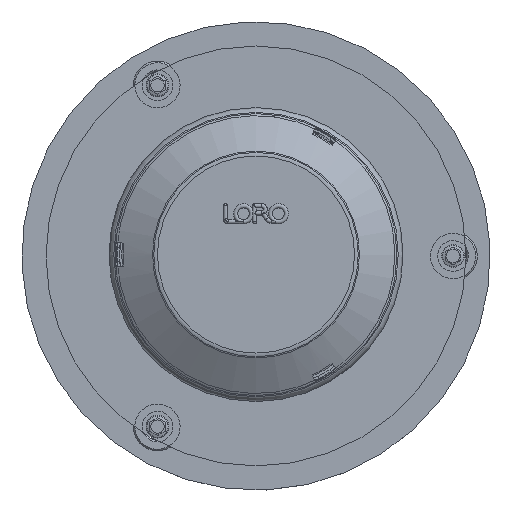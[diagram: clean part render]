
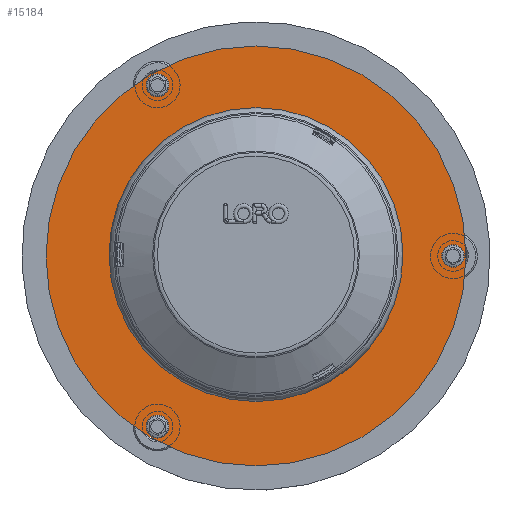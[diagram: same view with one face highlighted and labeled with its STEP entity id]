
A CAD part, top view. The second image highlights one B-rep face of the part: STEP entity #15184.
In plain terms, the highlighted planar face has unit normal (0, 0, 1).
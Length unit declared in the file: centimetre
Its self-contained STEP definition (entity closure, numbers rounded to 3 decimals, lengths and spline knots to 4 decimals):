
#182=FACE_BOUND('',#2416,.T.);
#183=FACE_BOUND('',#2417,.T.);
#184=FACE_BOUND('',#2418,.T.);
#185=FACE_BOUND('',#2419,.T.);
#554=PLANE('',#19783);
#1461=FACE_OUTER_BOUND('',#2415,.T.);
#2415=EDGE_LOOP('',(#9949));
#2416=EDGE_LOOP('',(#9950));
#2417=EDGE_LOOP('',(#9951));
#2418=EDGE_LOOP('',(#9952));
#2419=EDGE_LOOP('',(#9953));
#3667=CIRCLE('',#19768,4.);
#3669=CIRCLE('',#19771,4.);
#3671=CIRCLE('',#19774,4.);
#3674=CIRCLE('',#19778,84.5);
#3676=CIRCLE('',#19781,130.);
#4781=VERTEX_POINT('',#28085);
#4783=VERTEX_POINT('',#28091);
#4785=VERTEX_POINT('',#28097);
#4788=VERTEX_POINT('',#28105);
#4790=VERTEX_POINT('',#28111);
#6779=EDGE_CURVE('',#4781,#4781,#3667,.T.);
#6782=EDGE_CURVE('',#4783,#4783,#3669,.T.);
#6785=EDGE_CURVE('',#4785,#4785,#3671,.T.);
#6790=EDGE_CURVE('',#4788,#4788,#3674,.T.);
#6793=EDGE_CURVE('',#4790,#4790,#3676,.T.);
#9949=ORIENTED_EDGE('',*,*,#6793,.T.);
#9950=ORIENTED_EDGE('',*,*,#6790,.F.);
#9951=ORIENTED_EDGE('',*,*,#6779,.T.);
#9952=ORIENTED_EDGE('',*,*,#6782,.T.);
#9953=ORIENTED_EDGE('',*,*,#6785,.T.);
#15184=ADVANCED_FACE('',(#1461,#182,#183,#184,#185),#554,.T.);
#19768=AXIS2_PLACEMENT_3D('',#28086,#22151,#22152);
#19771=AXIS2_PLACEMENT_3D('',#28092,#22158,#22159);
#19774=AXIS2_PLACEMENT_3D('',#28098,#22165,#22166);
#19778=AXIS2_PLACEMENT_3D('',#28107,#22175,#22176);
#19781=AXIS2_PLACEMENT_3D('',#28113,#22182,#22183);
#19783=AXIS2_PLACEMENT_3D('',#28115,#22186,#22187);
#22151=DIRECTION('center_axis',(0.,0.,-1.));
#22152=DIRECTION('ref_axis',(-0.866,-0.5,0.));
#22158=DIRECTION('center_axis',(0.,0.,-1.));
#22159=DIRECTION('ref_axis',(0.5,-0.866,0.));
#22165=DIRECTION('center_axis',(0.,0.,-1.));
#22166=DIRECTION('ref_axis',(-0.5,0.866,0.));
#22175=DIRECTION('center_axis',(0.,0.,1.));
#22176=DIRECTION('ref_axis',(0.866,0.5,0.));
#22182=DIRECTION('center_axis',(0.,0.,1.));
#22183=DIRECTION('ref_axis',(0.866,0.5,0.));
#22186=DIRECTION('center_axis',(0.,0.,1.));
#22187=DIRECTION('ref_axis',(0.5,-0.866,0.));
#28085=CARTESIAN_POINT('',(125.4641,2.,25.5));
#28086=CARTESIAN_POINT('Origin',(122.,0.,25.5));
#28091=CARTESIAN_POINT('',(-63.,-102.191,25.5));
#28092=CARTESIAN_POINT('Origin',(-61.,-105.6551,25.5));
#28097=CARTESIAN_POINT('',(-59.,102.191,25.5));
#28098=CARTESIAN_POINT('Origin',(-61.,105.6551,25.5));
#28105=CARTESIAN_POINT('',(-73.1791,-42.25,25.5));
#28107=CARTESIAN_POINT('Origin',(0.,0.,
25.5));
#28111=CARTESIAN_POINT('',(-112.5833,-65.,25.5));
#28113=CARTESIAN_POINT('Origin',(0.,0.,
25.5));
#28115=CARTESIAN_POINT('Origin',(0.,0.,
25.5));
